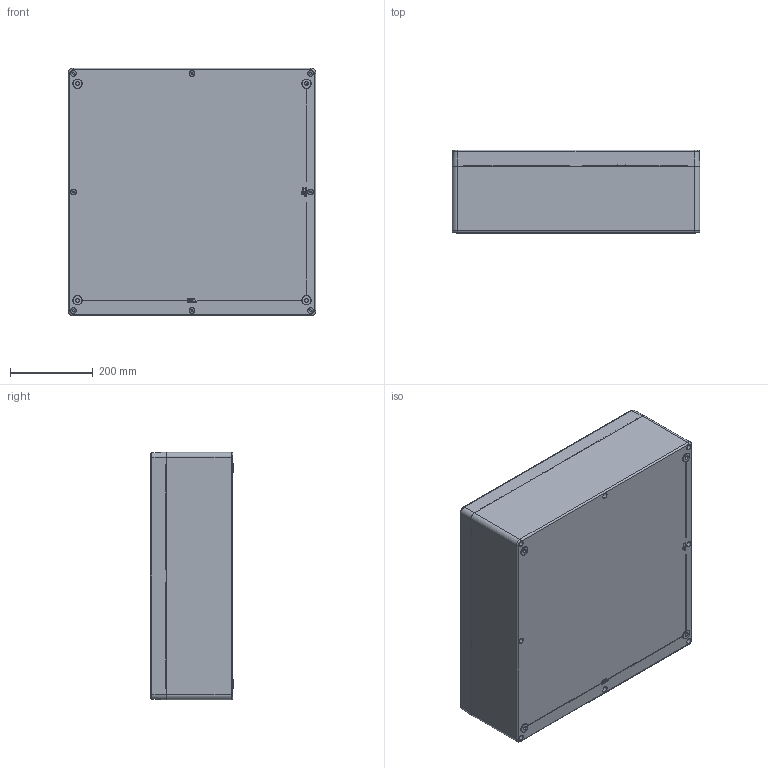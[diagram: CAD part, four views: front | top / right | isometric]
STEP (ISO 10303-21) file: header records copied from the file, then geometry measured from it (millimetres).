
FILE_DESCRIPTION (( 'STEP AP214' ), '1' );
FILE_NAME ('01606020.STEP', '2009-03-11T06:12:17', ( ' ' ), ( '' ), 'SwSTEP 2.0', 'SolidWorks 2008', '' );
FILE_SCHEMA (( 'AUTOMOTIVE_DESIGN' ));
Length unit declared in the file: millimetre
Products named in the file (6): 04073_Standard; 93112_Standard; 82005_Standard; 01606020; 03073_Standard
Assembly tree (12 placements, depth 3):
  01606020
    03073_Standard
    93112_Standard  x8
    04073_Standard
      04073_Standard
    82005_Standard
Bounding box: 600 x 202.5 x 600 mm (x, y, z)
Volume: 8030170 mm3; surface area: 2427520.3 mm2
Topology: 11 solids, 11 shells, 1958 faces, 4704 edges, 2832 vertices
Faces by surface type: bspline 672, plane 463, cylinder 431, torus 206, cone 182, sphere 4
Entity records: 96195 total; most frequent: CARTESIAN_POINT 58240, ORIENTED_EDGE 8776, DIRECTION 6549, EDGE_CURVE 4388, VERTEX_POINT 2650, AXIS2_PLACEMENT_3D 2473, EDGE_LOOP 1944, FACE_OUTER_BOUND 1825
